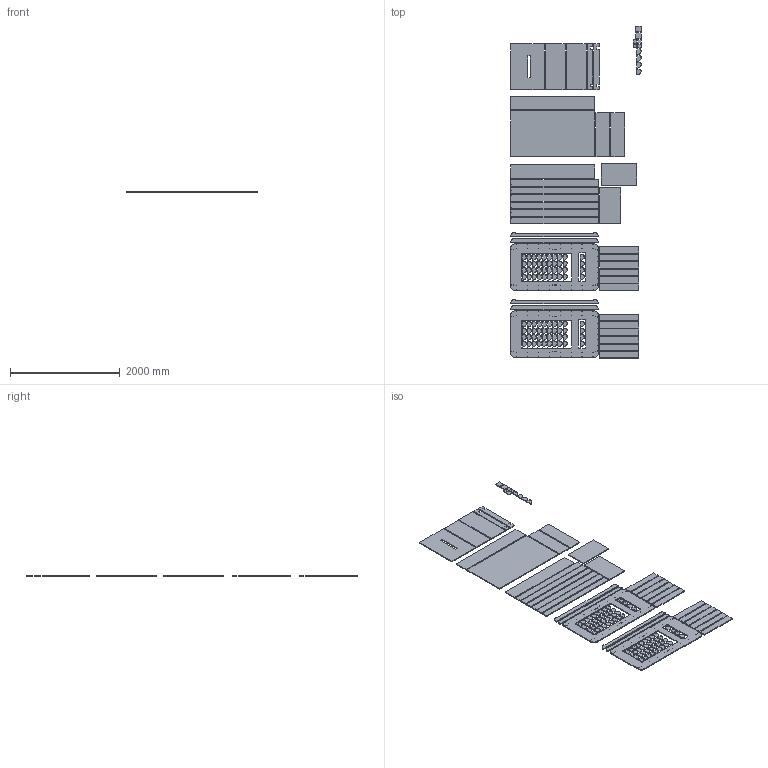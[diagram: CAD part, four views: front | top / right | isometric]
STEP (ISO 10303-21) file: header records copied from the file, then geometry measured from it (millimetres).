
FILE_DESCRIPTION(('CATIA V5 STEP Exchange'),'2;1');
FILE_NAME('SHEET STACK.stp','2024-04-11T11:56:14+00:00',('none'),('none'),'CATIA Version 5-6 Release 2015','CATIA V5 STEP AP203','none');
FILE_SCHEMA(('CONFIG_CONTROL_DESIGN'));
Length unit declared in the file: millimetre
Products named in the file (1): Product6
Assembly tree (115 placements, depth 2):
  Product6
    #57
    #250  x2
    #4385  x2
    #6044  x4
    #6988  x2
    #7202  x4
    #7574  x84
    #8908  x2
    #9083
    #9258  x2
    #9472  x2
    #9660  x2
    #9835
    #10146  x2
    #10596  x4
Bounding box: 2380 x 6050 x 17 mm (x, y, z)
Volume: 156656719.6 mm3; surface area: 20448938.1 mm2
Topology: 114 solids, 114 shells, 1500 faces, 3799 edges, 2554 vertices
Faces by surface type: plane 1004, cylinder 496
Entity records: 10721 total; most frequent: CARTESIAN_POINT 1835, DIRECTION 1699, ORIENTED_EDGE 1608, EDGE_CURVE 804, AXIS2_PLACEMENT_3D 734, VERTEX_POINT 536, VECTOR 527, LINE 527
